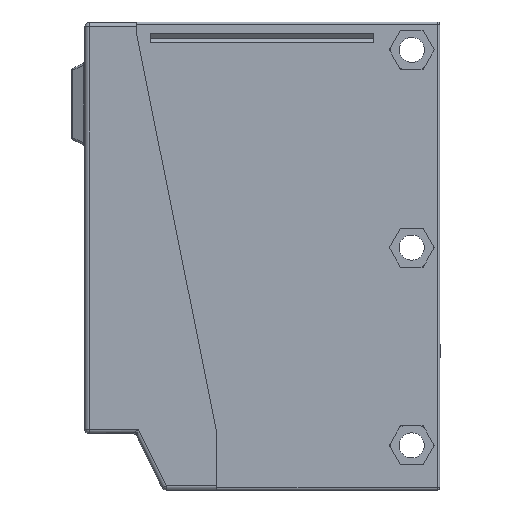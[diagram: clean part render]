
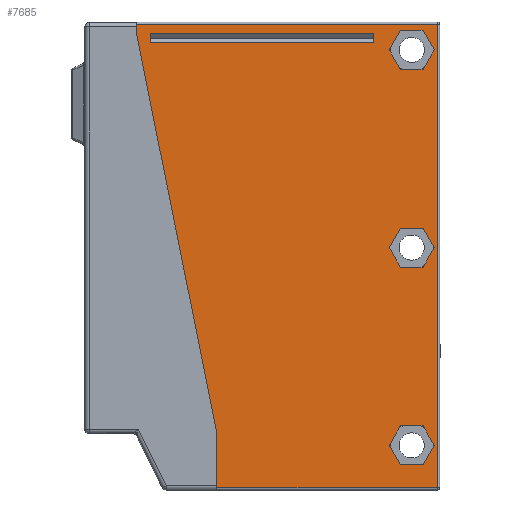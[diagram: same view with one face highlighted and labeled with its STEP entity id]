
A CAD part, left-side view. The second image highlights one B-rep face of the part: STEP entity #7685.
In plain terms, the highlighted planar face has unit normal (-1, 0, 0).
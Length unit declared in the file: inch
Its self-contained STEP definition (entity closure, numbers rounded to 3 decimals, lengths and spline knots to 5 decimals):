
#2=DIRECTION('',(0.,-0.5,-0.866));
#3=VECTOR('',#2,0.16166);
#4=CARTESIAN_POINT('',(-0.496,0.36166,1.478));
#5=LINE('',#4,#3);
#6=DIRECTION('',(0.,-1.,0.));
#7=VECTOR('',#6,0.16166);
#8=CARTESIAN_POINT('',(-0.496,0.28083,1.338));
#9=LINE('',#8,#7);
#10=DIRECTION('',(0.,-0.5,0.866));
#11=VECTOR('',#10,0.16166);
#12=CARTESIAN_POINT('',(-0.496,0.11917,1.338));
#13=LINE('',#12,#11);
#14=DIRECTION('',(0.,0.5,0.866));
#15=VECTOR('',#14,0.16166);
#16=CARTESIAN_POINT('',(-0.496,0.03834,1.478));
#17=LINE('',#16,#15);
#18=DIRECTION('',(0.,1.,0.));
#19=VECTOR('',#18,0.16166);
#20=CARTESIAN_POINT('',(-0.496,0.11917,1.618));
#21=LINE('',#20,#19);
#22=DIRECTION('',(0.,0.5,-0.866));
#23=VECTOR('',#22,0.16166);
#24=CARTESIAN_POINT('',(-0.496,0.28083,1.618));
#25=LINE('',#24,#23);
#26=DIRECTION('',(0.,-0.5,-0.866));
#27=VECTOR('',#26,0.16166);
#28=CARTESIAN_POINT('',(-0.496,0.36166,0.06));
#29=LINE('',#28,#27);
#30=DIRECTION('',(0.,-1.,0.));
#31=VECTOR('',#30,0.16166);
#32=CARTESIAN_POINT('',(-0.496,0.28083,-0.08));
#33=LINE('',#32,#31);
#34=DIRECTION('',(0.,-0.5,0.866));
#35=VECTOR('',#34,0.16166);
#36=CARTESIAN_POINT('',(-0.496,0.11917,-0.08));
#37=LINE('',#36,#35);
#38=DIRECTION('',(0.,0.5,0.866));
#39=VECTOR('',#38,0.16166);
#40=CARTESIAN_POINT('',(-0.496,0.03834,0.06));
#41=LINE('',#40,#39);
#42=DIRECTION('',(0.,1.,0.));
#43=VECTOR('',#42,0.16166);
#44=CARTESIAN_POINT('',(-0.496,0.11917,0.2));
#45=LINE('',#44,#43);
#46=DIRECTION('',(0.,0.5,-0.866));
#47=VECTOR('',#46,0.16166);
#48=CARTESIAN_POINT('',(-0.496,0.28083,0.2));
#49=LINE('',#48,#47);
#50=DIRECTION('',(0.,-0.5,-0.866));
#51=VECTOR('',#50,0.16166);
#52=CARTESIAN_POINT('',(-0.496,0.36166,-1.358));
#53=LINE('',#52,#51);
#54=DIRECTION('',(0.,-1.,0.));
#55=VECTOR('',#54,0.16166);
#56=CARTESIAN_POINT('',(-0.496,0.28083,-1.498));
#57=LINE('',#56,#55);
#58=DIRECTION('',(0.,-0.5,0.866));
#59=VECTOR('',#58,0.16166);
#60=CARTESIAN_POINT('',(-0.496,0.11917,-1.498));
#61=LINE('',#60,#59);
#62=DIRECTION('',(0.,0.5,0.866));
#63=VECTOR('',#62,0.16166);
#64=CARTESIAN_POINT('',(-0.496,0.03834,-1.358));
#65=LINE('',#64,#63);
#66=DIRECTION('',(0.,1.,0.));
#67=VECTOR('',#66,0.16166);
#68=CARTESIAN_POINT('',(-0.496,0.11917,-1.218));
#69=LINE('',#68,#67);
#70=DIRECTION('',(0.,0.5,-0.866));
#71=VECTOR('',#70,0.16166);
#72=CARTESIAN_POINT('',(-0.496,0.28083,-1.218));
#73=LINE('',#72,#71);
#74=DIRECTION('',(0.,0.,1.));
#75=VECTOR('',#74,0.07);
#76=CARTESIAN_POINT('',(-0.496,2.075,1.528));
#77=LINE('',#76,#75);
#78=DIRECTION('',(0.,1.,0.));
#79=VECTOR('',#78,1.6);
#80=CARTESIAN_POINT('',(-0.496,0.475,1.528));
#81=LINE('',#80,#79);
#82=DIRECTION('',(0.,0.,1.));
#83=VECTOR('',#82,0.07);
#84=CARTESIAN_POINT('',(-0.496,0.475,1.528));
#85=LINE('',#84,#83);
#86=DIRECTION('',(0.,1.,0.));
#87=VECTOR('',#86,1.6);
#88=CARTESIAN_POINT('',(-0.496,0.475,1.598));
#89=LINE('',#88,#87);
#90=DIRECTION('',(0.,0.,1.));
#91=VECTOR('',#90,3.326);
#92=CARTESIAN_POINT('',(-0.496,0.015,-1.663));
#93=LINE('',#92,#91);
#94=DIRECTION('',(0.,-1.,0.));
#95=VECTOR('',#94,1.584);
#96=CARTESIAN_POINT('',(-0.496,1.599,-1.663));
#97=LINE('',#96,#95);
#98=DIRECTION('',(0.,0.,1.));
#99=VECTOR('',#98,0.39003);
#100=CARTESIAN_POINT('',(-0.496,1.599,-1.663));
#101=LINE('',#100,#99);
#102=DIRECTION('',(0.,0.197,0.98));
#103=VECTOR('',#102,2.89847);
#104=CARTESIAN_POINT('',(-0.496,1.60097,-1.25323));
#105=LINE('',#104,#103);
#106=CARTESIAN_POINT('',(-0.496,2.075,1.60797));
#107=DIRECTION('',(-1.,0.,0.));
#108=DIRECTION('',(0.,1.,0.));
#109=AXIS2_PLACEMENT_3D('',#106,#107,#108);
#111=DIRECTION('',(0.,0.,1.));
#112=VECTOR('',#111,0.05503);
#113=CARTESIAN_POINT('',(-0.496,2.175,1.60797));
#114=LINE('',#113,#112);
#115=DIRECTION('',(0.,1.,0.));
#116=VECTOR('',#115,2.16);
#117=CARTESIAN_POINT('',(-0.496,0.015,1.663));
#118=LINE('',#117,#116);
#4485=CARTESIAN_POINT('',(-0.496,1.699,-1.27297));
#4486=DIRECTION('',(1.,0.,0.));
#4487=DIRECTION('',(0.,-0.98,0.197));
#4488=AXIS2_PLACEMENT_3D('',#4485,#4486,#4487);
#6363=CARTESIAN_POINT('',(-0.496,0.36166,1.478));
#6364=CARTESIAN_POINT('',(-0.496,0.28083,1.338));
#6365=VERTEX_POINT('',#6363);
#6366=VERTEX_POINT('',#6364);
#6367=CARTESIAN_POINT('',(-0.496,0.11917,1.338));
#6368=VERTEX_POINT('',#6367);
#6369=CARTESIAN_POINT('',(-0.496,0.03834,1.478));
#6370=VERTEX_POINT('',#6369);
#6371=CARTESIAN_POINT('',(-0.496,0.11917,1.618));
#6372=VERTEX_POINT('',#6371);
#6373=CARTESIAN_POINT('',(-0.496,0.28083,1.618));
#6374=VERTEX_POINT('',#6373);
#6375=CARTESIAN_POINT('',(-0.496,0.36166,0.06));
#6376=CARTESIAN_POINT('',(-0.496,0.28083,-0.08));
#6377=VERTEX_POINT('',#6375);
#6378=VERTEX_POINT('',#6376);
#6379=CARTESIAN_POINT('',(-0.496,0.11917,-0.08));
#6380=VERTEX_POINT('',#6379);
#6381=CARTESIAN_POINT('',(-0.496,0.03834,0.06));
#6382=VERTEX_POINT('',#6381);
#6383=CARTESIAN_POINT('',(-0.496,0.11917,0.2));
#6384=VERTEX_POINT('',#6383);
#6385=CARTESIAN_POINT('',(-0.496,0.28083,0.2));
#6386=VERTEX_POINT('',#6385);
#6387=CARTESIAN_POINT('',(-0.496,0.36166,-1.358));
#6388=CARTESIAN_POINT('',(-0.496,0.28083,-1.498));
#6389=VERTEX_POINT('',#6387);
#6390=VERTEX_POINT('',#6388);
#6391=CARTESIAN_POINT('',(-0.496,0.11917,-1.498));
#6392=VERTEX_POINT('',#6391);
#6393=CARTESIAN_POINT('',(-0.496,0.03834,-1.358));
#6394=VERTEX_POINT('',#6393);
#6395=CARTESIAN_POINT('',(-0.496,0.11917,-1.218));
#6396=VERTEX_POINT('',#6395);
#6397=CARTESIAN_POINT('',(-0.496,0.28083,-1.218));
#6398=VERTEX_POINT('',#6397);
#6687=CARTESIAN_POINT('',(-0.496,2.075,1.528));
#6688=VERTEX_POINT('',#6687);
#6689=CARTESIAN_POINT('',(-0.496,2.075,1.598));
#6690=VERTEX_POINT('',#6689);
#6691=CARTESIAN_POINT('',(-0.496,0.475,1.528));
#6692=VERTEX_POINT('',#6691);
#6693=CARTESIAN_POINT('',(-0.496,0.475,1.598));
#6694=VERTEX_POINT('',#6693);
#6729=CARTESIAN_POINT('',(-0.496,1.60097,-1.25323));
#6730=CARTESIAN_POINT('',(-0.496,1.599,-1.27297));
#6731=VERTEX_POINT('',#6729);
#6732=VERTEX_POINT('',#6730);
#6733=CARTESIAN_POINT('',(-0.496,2.175,1.60797));
#6734=CARTESIAN_POINT('',(-0.496,2.17303,1.58823));
#6735=VERTEX_POINT('',#6733);
#6736=VERTEX_POINT('',#6734);
#7472=CARTESIAN_POINT('',(-0.496,2.175,1.663));
#7474=VERTEX_POINT('',#7472);
#7477=CARTESIAN_POINT('',(-0.496,1.599,-1.663));
#7479=VERTEX_POINT('',#7477);
#7484=CARTESIAN_POINT('',(-0.496,0.015,1.663));
#7486=VERTEX_POINT('',#7484);
#7506=CARTESIAN_POINT('',(-0.496,0.015,-1.663));
#7507=VERTEX_POINT('',#7506);
#7610=CARTESIAN_POINT('',(-0.496,0.,0.));
#7611=DIRECTION('',(1.,0.,0.));
#7612=DIRECTION('',(0.,0.,-1.));
#7613=AXIS2_PLACEMENT_3D('',#7610,#7611,#7612);
#7614=PLANE('',#7613);
#7616=ORIENTED_EDGE('',*,*,#7615,.F.);
#7618=ORIENTED_EDGE('',*,*,#7617,.F.);
#7620=ORIENTED_EDGE('',*,*,#7619,.T.);
#7622=ORIENTED_EDGE('',*,*,#7621,.F.);
#7624=ORIENTED_EDGE('',*,*,#7623,.T.);
#7626=ORIENTED_EDGE('',*,*,#7625,.F.);
#7628=ORIENTED_EDGE('',*,*,#7627,.T.);
#7630=ORIENTED_EDGE('',*,*,#7629,.F.);
#7631=EDGE_LOOP('',(#7616,#7618,#7620,#7622,#7624,#7626,#7628,#7630));
#7632=FACE_OUTER_BOUND('',#7631,.F.);
#7634=ORIENTED_EDGE('',*,*,#7633,.T.);
#7636=ORIENTED_EDGE('',*,*,#7635,.T.);
#7638=ORIENTED_EDGE('',*,*,#7637,.T.);
#7640=ORIENTED_EDGE('',*,*,#7639,.T.);
#7642=ORIENTED_EDGE('',*,*,#7641,.T.);
#7644=ORIENTED_EDGE('',*,*,#7643,.T.);
#7645=EDGE_LOOP('',(#7634,#7636,#7638,#7640,#7642,#7644));
#7646=FACE_BOUND('',#7645,.F.);
#7648=ORIENTED_EDGE('',*,*,#7647,.T.);
#7650=ORIENTED_EDGE('',*,*,#7649,.T.);
#7652=ORIENTED_EDGE('',*,*,#7651,.T.);
#7654=ORIENTED_EDGE('',*,*,#7653,.T.);
#7656=ORIENTED_EDGE('',*,*,#7655,.T.);
#7658=ORIENTED_EDGE('',*,*,#7657,.T.);
#7659=EDGE_LOOP('',(#7648,#7650,#7652,#7654,#7656,#7658));
#7660=FACE_BOUND('',#7659,.F.);
#7662=ORIENTED_EDGE('',*,*,#7661,.F.);
#7664=ORIENTED_EDGE('',*,*,#7663,.F.);
#7666=ORIENTED_EDGE('',*,*,#7665,.T.);
#7668=ORIENTED_EDGE('',*,*,#7667,.T.);
#7669=EDGE_LOOP('',(#7662,#7664,#7666,#7668));
#7670=FACE_BOUND('',#7669,.F.);
#7672=ORIENTED_EDGE('',*,*,#7671,.T.);
#7674=ORIENTED_EDGE('',*,*,#7673,.T.);
#7676=ORIENTED_EDGE('',*,*,#7675,.T.);
#7678=ORIENTED_EDGE('',*,*,#7677,.T.);
#7680=ORIENTED_EDGE('',*,*,#7679,.T.);
#7682=ORIENTED_EDGE('',*,*,#7681,.T.);
#7683=EDGE_LOOP('',(#7672,#7674,#7676,#7678,#7680,#7682));
#7684=FACE_BOUND('',#7683,.F.);
#7685=ADVANCED_FACE('',(#7632,#7646,#7660,#7670,#7684),#7614,.F.);
#110=CIRCLE('',#109,0.1);
#4489=CIRCLE('',#4488,0.1);
#7615=EDGE_CURVE('',#7507,#7486,#93,.T.);
#7617=EDGE_CURVE('',#7479,#7507,#97,.T.);
#7619=EDGE_CURVE('',#7479,#6732,#101,.T.);
#7621=EDGE_CURVE('',#6731,#6732,#4489,.T.);
#7623=EDGE_CURVE('',#6731,#6736,#105,.T.);
#7625=EDGE_CURVE('',#6735,#6736,#110,.T.);
#7627=EDGE_CURVE('',#6735,#7474,#114,.T.);
#7629=EDGE_CURVE('',#7486,#7474,#118,.T.);
#7633=EDGE_CURVE('',#6377,#6378,#29,.T.);
#7635=EDGE_CURVE('',#6378,#6380,#33,.T.);
#7637=EDGE_CURVE('',#6380,#6382,#37,.T.);
#7639=EDGE_CURVE('',#6382,#6384,#41,.T.);
#7641=EDGE_CURVE('',#6384,#6386,#45,.T.);
#7643=EDGE_CURVE('',#6386,#6377,#49,.T.);
#7647=EDGE_CURVE('',#6389,#6390,#53,.T.);
#7649=EDGE_CURVE('',#6390,#6392,#57,.T.);
#7651=EDGE_CURVE('',#6392,#6394,#61,.T.);
#7653=EDGE_CURVE('',#6394,#6396,#65,.T.);
#7655=EDGE_CURVE('',#6396,#6398,#69,.T.);
#7657=EDGE_CURVE('',#6398,#6389,#73,.T.);
#7661=EDGE_CURVE('',#6688,#6690,#77,.T.);
#7663=EDGE_CURVE('',#6692,#6688,#81,.T.);
#7665=EDGE_CURVE('',#6692,#6694,#85,.T.);
#7667=EDGE_CURVE('',#6694,#6690,#89,.T.);
#7671=EDGE_CURVE('',#6365,#6366,#5,.T.);
#7673=EDGE_CURVE('',#6366,#6368,#9,.T.);
#7675=EDGE_CURVE('',#6368,#6370,#13,.T.);
#7677=EDGE_CURVE('',#6370,#6372,#17,.T.);
#7679=EDGE_CURVE('',#6372,#6374,#21,.T.);
#7681=EDGE_CURVE('',#6374,#6365,#25,.T.);
